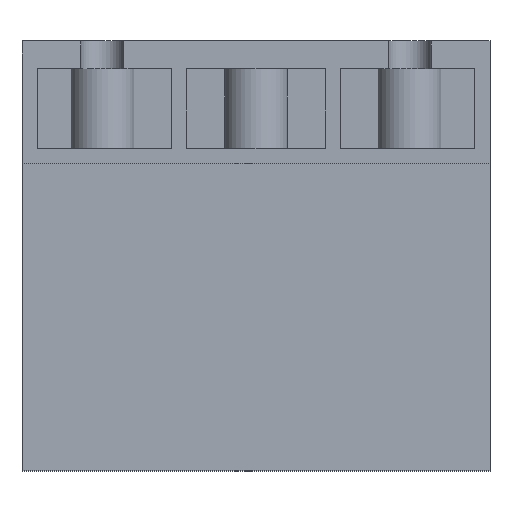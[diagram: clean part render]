
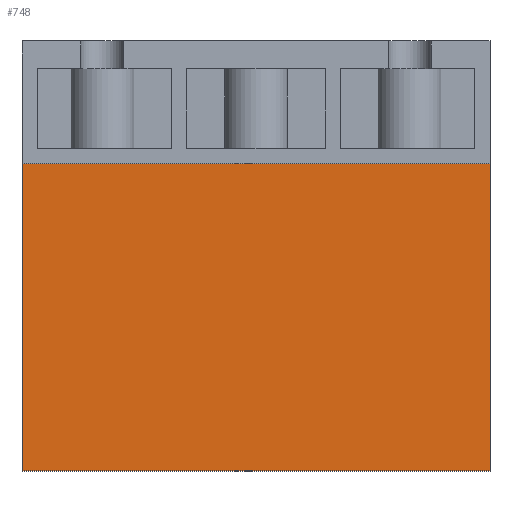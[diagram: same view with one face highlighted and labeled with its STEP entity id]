
A CAD part, top view. The second image highlights one B-rep face of the part: STEP entity #748.
In plain terms, the highlighted planar face has unit normal (0, 0, 1).
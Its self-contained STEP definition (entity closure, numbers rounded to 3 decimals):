
#712=AXIS2_PLACEMENT_3D('Plane Axis2P3D',#709,#710,#711) ;
#709=CARTESIAN_POINT('Axis2P3D Location',(0.,0.,-73.)) ;
#714=CARTESIAN_POINT('Line Origine',(38.1,25.,-73.)) ;
#718=CARTESIAN_POINT('Vertex',(38.1,0.,-73.)) ;
#720=CARTESIAN_POINT('Vertex',(38.1,50.,-73.)) ;
#723=CARTESIAN_POINT('Line Origine',(0.,50.,-73.)) ;
#727=CARTESIAN_POINT('Vertex',(-38.1,50.,-73.)) ;
#730=CARTESIAN_POINT('Line Origine',(-38.1,25.,-73.)) ;
#734=CARTESIAN_POINT('Vertex',(-38.1,0.,-73.)) ;
#737=CARTESIAN_POINT('Line Origine',(0.,0.,-73.)) ;
#710=DIRECTION('Axis2P3D Direction',(0.,0.,-1.)) ;
#711=DIRECTION('Axis2P3D XDirection',(0.,1.,0.)) ;
#715=DIRECTION('Vector Direction',(0.,1.,0.)) ;
#724=DIRECTION('Vector Direction',(1.,0.,0.)) ;
#731=DIRECTION('Vector Direction',(0.,1.,0.)) ;
#738=DIRECTION('Vector Direction',(1.,0.,0.)) ;
#716=VECTOR('Line Direction',#715,1.) ;
#725=VECTOR('Line Direction',#724,1.) ;
#732=VECTOR('Line Direction',#731,1.) ;
#739=VECTOR('Line Direction',#738,1.) ;
#743=ORIENTED_EDGE('',*,*,#722,.T.) ;
#744=ORIENTED_EDGE('',*,*,#729,.F.) ;
#745=ORIENTED_EDGE('',*,*,#736,.F.) ;
#746=ORIENTED_EDGE('',*,*,#741,.T.) ;
#748=ADVANCED_FACE('Basetta inferiore',(#747),#713,.F.) ;
#722=EDGE_CURVE('',#719,#721,#717,.T.) ;
#729=EDGE_CURVE('',#728,#721,#726,.T.) ;
#736=EDGE_CURVE('',#735,#728,#733,.T.) ;
#741=EDGE_CURVE('',#735,#719,#740,.T.) ;
#742=EDGE_LOOP('',(#743,#744,#745,#746)) ;
#747=FACE_OUTER_BOUND('',#742,.T.) ;
#717=LINE('Line',#714,#716) ;
#726=LINE('Line',#723,#725) ;
#733=LINE('Line',#730,#732) ;
#740=LINE('Line',#737,#739) ;
#713=PLANE('',#712) ;
#719=VERTEX_POINT('',#718) ;
#721=VERTEX_POINT('',#720) ;
#728=VERTEX_POINT('',#727) ;
#735=VERTEX_POINT('',#734) ;
